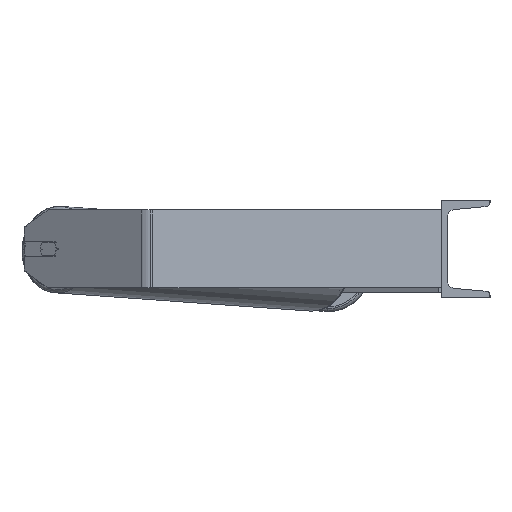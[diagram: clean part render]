
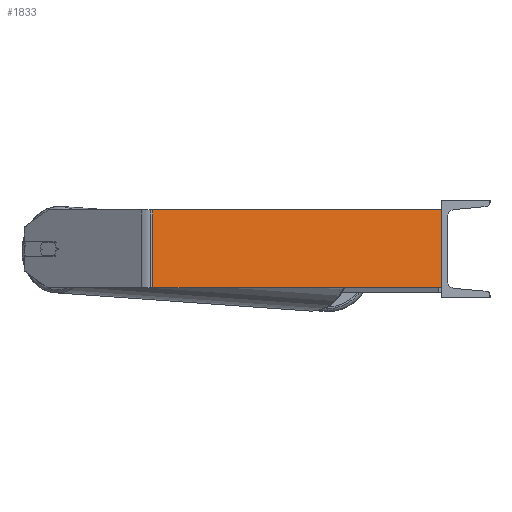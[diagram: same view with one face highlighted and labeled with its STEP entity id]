
A CAD part, left-side view. The second image highlights one B-rep face of the part: STEP entity #1833.
In plain terms, the highlighted planar face has unit normal (-0.985, -0.174, 0).
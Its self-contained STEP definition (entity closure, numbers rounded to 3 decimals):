
#239 = DIRECTION ( 'NONE',  ( 0.174, -0.985, 0. ) ) ;
#357 = EDGE_LOOP ( 'NONE', ( #2231, #5909, #2999, #5849 ) ) ;
#479 = FACE_OUTER_BOUND ( 'NONE', #357, .T. ) ;
#495 = VECTOR ( 'NONE', #2597, 1000. ) ;
#664 = CARTESIAN_POINT ( 'NONE',  ( -685., 0., -40. ) ) ;
#967 = LINE ( 'NONE', #8642, #8695 ) ;
#1031 = DIRECTION ( 'NONE',  ( 0.174, -0.985, 0. ) ) ;
#1070 = LINE ( 'NONE', #3202, #495 ) ;
#1394 = CARTESIAN_POINT ( 'NONE',  ( -737.172, 295.883, 40. ) ) ;
#1574 = EDGE_CURVE ( 'NONE', #9081, #2541, #1070, .T. ) ;
#1833 = ADVANCED_FACE ( 'NONE', ( #479 ), #2015, .F. ) ;
#2015 = PLANE ( 'NONE',  #2744 ) ;
#2231 = ORIENTED_EDGE ( 'NONE', *, *, #8153, .T. ) ;
#2541 = VERTEX_POINT ( 'NONE', #8038 ) ;
#2593 = CARTESIAN_POINT ( 'NONE',  ( -685., 0., 40. ) ) ;
#2597 = DIRECTION ( 'NONE',  ( 0., 0., -1. ) ) ;
#2744 = AXIS2_PLACEMENT_3D ( 'NONE', #7601, #3281, #5570 ) ;
#2990 = LINE ( 'NONE', #2593, #7802 ) ;
#2999 = ORIENTED_EDGE ( 'NONE', *, *, #7924, .F. ) ;
#3202 = CARTESIAN_POINT ( 'NONE',  ( -737.172, 295.883, 40. ) ) ;
#3210 = VECTOR ( 'NONE', #1031, 1000. ) ;
#3281 = DIRECTION ( 'NONE',  ( 0.985, 0.174, 0. ) ) ;
#4598 = LINE ( 'NONE', #6101, #3210 ) ;
#4809 = VERTEX_POINT ( 'NONE', #8193 ) ;
#5570 = DIRECTION ( 'NONE',  ( -0.174, 0.985, 0. ) ) ;
#5849 = ORIENTED_EDGE ( 'NONE', *, *, #1574, .T. ) ;
#5909 = ORIENTED_EDGE ( 'NONE', *, *, #9038, .F. ) ;
#6101 = CARTESIAN_POINT ( 'NONE',  ( -738.323, 302.409, 40. ) ) ;
#6274 = DIRECTION ( 'NONE',  ( 0., 0., -1. ) ) ;
#6281 = VERTEX_POINT ( 'NONE', #664 ) ;
#7601 = CARTESIAN_POINT ( 'NONE',  ( -738.323, 302.409, 40. ) ) ;
#7802 = VECTOR ( 'NONE', #6274, 1000. ) ;
#7924 = EDGE_CURVE ( 'NONE', #9081, #4809, #4598, .T. ) ;
#8038 = CARTESIAN_POINT ( 'NONE',  ( -737.172, 295.883, -40. ) ) ;
#8153 = EDGE_CURVE ( 'NONE', #2541, #6281, #967, .T. ) ;
#8193 = CARTESIAN_POINT ( 'NONE',  ( -685., 0., 40. ) ) ;
#8642 = CARTESIAN_POINT ( 'NONE',  ( -738.323, 302.409, -40. ) ) ;
#8695 = VECTOR ( 'NONE', #239, 1000. ) ;
#9038 = EDGE_CURVE ( 'NONE', #4809, #6281, #2990, .T. ) ;
#9081 = VERTEX_POINT ( 'NONE', #1394 ) ;
